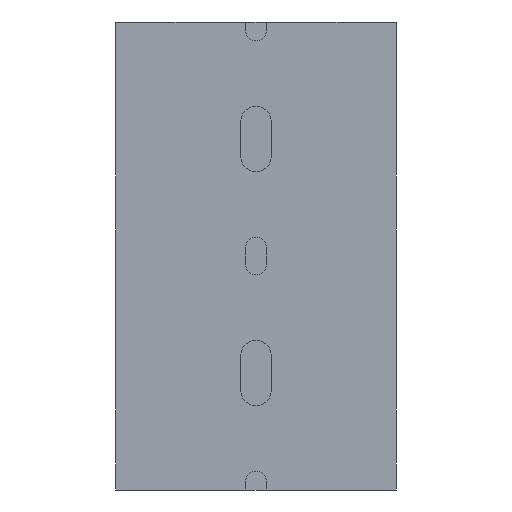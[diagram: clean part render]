
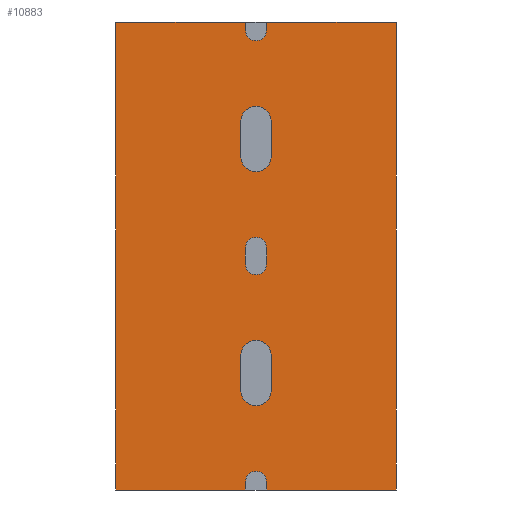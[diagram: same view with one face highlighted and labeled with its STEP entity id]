
A CAD part, front view. The second image highlights one B-rep face of the part: STEP entity #10883.
In plain terms, the highlighted planar face has unit normal (0, -1, 0).
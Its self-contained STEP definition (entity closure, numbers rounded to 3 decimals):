
#30=FACE_BOUND('',#1463,.T.);
#31=FACE_BOUND('',#1464,.T.);
#32=FACE_BOUND('',#1465,.T.);
#911=FACE_OUTER_BOUND('',#1462,.T.);
#1462=EDGE_LOOP('',(#9859,#9860,#9861,#9862,#9863,#9864,#9865,#9866,#9867,
#9868,#9869,#9870));
#1463=EDGE_LOOP('',(#9871,#9872,#9873,#9874));
#1464=EDGE_LOOP('',(#9875,#9876,#9877,#9878));
#1465=EDGE_LOOP('',(#9879,#9880,#9881,#9882));
#2051=LINE('',#17840,#3119);
#2054=LINE('',#17845,#3122);
#2431=LINE('',#18859,#3499);
#2436=LINE('',#18871,#3504);
#2440=LINE('',#18883,#3508);
#2444=LINE('',#18893,#3512);
#2446=LINE('',#18899,#3514);
#2449=LINE('',#18907,#3517);
#2457=LINE('',#18926,#3525);
#2461=LINE('',#18938,#3529);
#2465=LINE('',#18948,#3533);
#2468=LINE('',#18959,#3536);
#2472=LINE('',#18968,#3540);
#2477=LINE('',#18981,#3545);
#2502=LINE('',#19039,#3570);
#2504=LINE('',#19042,#3572);
#3119=VECTOR('',#13688,10.);
#3122=VECTOR('',#13693,10.);
#3499=VECTOR('',#14766,10.);
#3504=VECTOR('',#14777,10.);
#3508=VECTOR('',#14789,10.);
#3512=VECTOR('',#14801,10.);
#3514=VECTOR('',#14805,10.);
#3517=VECTOR('',#14816,10.);
#3525=VECTOR('',#14828,10.);
#3529=VECTOR('',#14840,10.);
#3533=VECTOR('',#14852,10.);
#3536=VECTOR('',#14863,10.);
#3540=VECTOR('',#14869,10.);
#3545=VECTOR('',#14882,10.);
#3570=VECTOR('',#14963,10.);
#3572=VECTOR('',#14967,10.);
#4036=CIRCLE('',#11885,3.25);
#4038=CIRCLE('',#11889,3.25);
#4040=CIRCLE('',#11894,2.25);
#4043=CIRCLE('',#11900,3.25);
#4045=CIRCLE('',#11904,3.25);
#4047=CIRCLE('',#11908,2.25);
#4049=CIRCLE('',#11913,2.25);
#4051=CIRCLE('',#11917,2.25);
#4903=VERTEX_POINT('',#17837);
#4904=VERTEX_POINT('',#17839);
#4905=VERTEX_POINT('',#17844);
#5061=VERTEX_POINT('',#18856);
#5062=VERTEX_POINT('',#18858);
#5065=VERTEX_POINT('',#18868);
#5066=VERTEX_POINT('',#18870);
#5068=VERTEX_POINT('',#18876);
#5070=VERTEX_POINT('',#18882);
#5072=VERTEX_POINT('',#18891);
#5073=VERTEX_POINT('',#18895);
#5075=VERTEX_POINT('',#18898);
#5084=VERTEX_POINT('',#18923);
#5085=VERTEX_POINT('',#18925);
#5087=VERTEX_POINT('',#18931);
#5089=VERTEX_POINT('',#18937);
#5091=VERTEX_POINT('',#18946);
#5093=VERTEX_POINT('',#18952);
#5094=VERTEX_POINT('',#18956);
#5098=VERTEX_POINT('',#18965);
#5099=VERTEX_POINT('',#18967);
#5101=VERTEX_POINT('',#18973);
#5103=VERTEX_POINT('',#18979);
#5108=VERTEX_POINT('',#19038);
#6162=EDGE_CURVE('',#4904,#4903,#2051,.T.);
#6165=EDGE_CURVE('',#4904,#4905,#2054,.T.);
#6621=EDGE_CURVE('',#5061,#5062,#2431,.T.);
#6626=EDGE_CURVE('',#5066,#5065,#2436,.T.);
#6629=EDGE_CURVE('',#5068,#5066,#4036,.T.);
#6632=EDGE_CURVE('',#5070,#5068,#2440,.T.);
#6635=EDGE_CURVE('',#5065,#5070,#4038,.T.);
#6638=EDGE_CURVE('',#5061,#5072,#2444,.T.);
#6640=EDGE_CURVE('',#5075,#5073,#2446,.T.);
#6644=EDGE_CURVE('',#5072,#5075,#4040,.T.);
#6645=EDGE_CURVE('',#4905,#5073,#2449,.T.);
#6654=EDGE_CURVE('',#5085,#5084,#2457,.T.);
#6657=EDGE_CURVE('',#5087,#5085,#4043,.T.);
#6660=EDGE_CURVE('',#5089,#5087,#2461,.T.);
#6663=EDGE_CURVE('',#5084,#5089,#4045,.T.);
#6666=EDGE_CURVE('',#4903,#5091,#2465,.T.);
#6669=EDGE_CURVE('',#5091,#5093,#4047,.T.);
#6671=EDGE_CURVE('',#5093,#5094,#2468,.T.);
#6675=EDGE_CURVE('',#5099,#5098,#2472,.T.);
#6679=EDGE_CURVE('',#5098,#5101,#4049,.T.);
#6682=EDGE_CURVE('',#5101,#5103,#2477,.T.);
#6684=EDGE_CURVE('',#5103,#5099,#4051,.T.);
#6710=EDGE_CURVE('',#5108,#5062,#2502,.T.);
#6712=EDGE_CURVE('',#5094,#5108,#2504,.T.);
#9859=ORIENTED_EDGE('',*,*,#6640,.T.);
#9860=ORIENTED_EDGE('',*,*,#6645,.F.);
#9861=ORIENTED_EDGE('',*,*,#6165,.F.);
#9862=ORIENTED_EDGE('',*,*,#6162,.T.);
#9863=ORIENTED_EDGE('',*,*,#6666,.T.);
#9864=ORIENTED_EDGE('',*,*,#6669,.T.);
#9865=ORIENTED_EDGE('',*,*,#6671,.T.);
#9866=ORIENTED_EDGE('',*,*,#6712,.T.);
#9867=ORIENTED_EDGE('',*,*,#6710,.T.);
#9868=ORIENTED_EDGE('',*,*,#6621,.F.);
#9869=ORIENTED_EDGE('',*,*,#6638,.T.);
#9870=ORIENTED_EDGE('',*,*,#6644,.T.);
#9871=ORIENTED_EDGE('',*,*,#6626,.T.);
#9872=ORIENTED_EDGE('',*,*,#6635,.T.);
#9873=ORIENTED_EDGE('',*,*,#6632,.T.);
#9874=ORIENTED_EDGE('',*,*,#6629,.T.);
#9875=ORIENTED_EDGE('',*,*,#6654,.T.);
#9876=ORIENTED_EDGE('',*,*,#6663,.T.);
#9877=ORIENTED_EDGE('',*,*,#6660,.T.);
#9878=ORIENTED_EDGE('',*,*,#6657,.T.);
#9879=ORIENTED_EDGE('',*,*,#6675,.T.);
#9880=ORIENTED_EDGE('',*,*,#6679,.T.);
#9881=ORIENTED_EDGE('',*,*,#6682,.T.);
#9882=ORIENTED_EDGE('',*,*,#6684,.T.);
#10347=PLANE('',#11943);
#10883=ADVANCED_FACE('',(#911,#30,#31,#32),#10347,.T.);
#11885=AXIS2_PLACEMENT_3D('',#18877,#14783,#14784);
#11889=AXIS2_PLACEMENT_3D('',#18887,#14795,#14796);
#11894=AXIS2_PLACEMENT_3D('',#18905,#14812,#14813);
#11900=AXIS2_PLACEMENT_3D('',#18932,#14834,#14835);
#11904=AXIS2_PLACEMENT_3D('',#18942,#14846,#14847);
#11908=AXIS2_PLACEMENT_3D('',#18954,#14858,#14859);
#11913=AXIS2_PLACEMENT_3D('',#18975,#14876,#14877);
#11917=AXIS2_PLACEMENT_3D('',#18984,#14887,#14888);
#11943=AXIS2_PLACEMENT_3D('',#19041,#14965,#14966);
#13688=DIRECTION('',(-1.,0.,0.));
#13693=DIRECTION('',(0.,0.,-1.));
#14766=DIRECTION('',(-1.,0.,0.));
#14777=DIRECTION('',(0.,0.,-1.));
#14783=DIRECTION('center_axis',(0.,1.,0.));
#14784=DIRECTION('ref_axis',(1.,0.,0.));
#14789=DIRECTION('',(0.,0.,1.));
#14795=DIRECTION('center_axis',(0.,1.,0.));
#14796=DIRECTION('ref_axis',(-1.,0.,0.));
#14801=DIRECTION('',(0.,0.,1.));
#14805=DIRECTION('',(0.,0.,-1.));
#14812=DIRECTION('center_axis',(0.,1.,0.));
#14813=DIRECTION('ref_axis',(1.,0.,0.));
#14816=DIRECTION('',(-1.,0.,0.));
#14828=DIRECTION('',(0.,0.,-1.));
#14834=DIRECTION('center_axis',(0.,1.,0.));
#14835=DIRECTION('ref_axis',(1.,0.,0.));
#14840=DIRECTION('',(0.,0.,1.));
#14846=DIRECTION('center_axis',(0.,1.,0.));
#14847=DIRECTION('ref_axis',(-1.,0.,0.));
#14852=DIRECTION('',(0.,0.,-1.));
#14858=DIRECTION('center_axis',(0.,1.,0.));
#14859=DIRECTION('ref_axis',(-1.,0.,0.));
#14863=DIRECTION('',(0.,0.,1.));
#14869=DIRECTION('',(0.,0.,-1.));
#14876=DIRECTION('center_axis',(0.,1.,0.));
#14877=DIRECTION('ref_axis',(-1.,0.,0.));
#14882=DIRECTION('',(0.,0.,1.));
#14887=DIRECTION('center_axis',(0.,1.,0.));
#14888=DIRECTION('ref_axis',(1.,0.,0.));
#14963=DIRECTION('',(0.,0.,-1.));
#14965=DIRECTION('center_axis',(0.,-1.,0.));
#14966=DIRECTION('ref_axis',(0.,0.,-1.));
#14967=DIRECTION('',(-1.,0.,0.));
#17837=CARTESIAN_POINT('',(2.25,0.,0.));
#17839=CARTESIAN_POINT('',(30.,0.,0.));
#17840=CARTESIAN_POINT('',(0.,0.,0.));
#17844=CARTESIAN_POINT('',(30.,0.,-100.));
#17845=CARTESIAN_POINT('',(30.,0.,0.));
#18856=CARTESIAN_POINT('',(-2.25,0.,-100.));
#18858=CARTESIAN_POINT('',(-30.,0.,-100.));
#18859=CARTESIAN_POINT('',(0.,0.,-100.));
#18868=CARTESIAN_POINT('',(3.25,0.,-78.75));
#18870=CARTESIAN_POINT('',(3.25,0.,-71.25));
#18871=CARTESIAN_POINT('',(3.25,0.,-39.375));
#18876=CARTESIAN_POINT('',(-3.25,0.,-71.25));
#18877=CARTESIAN_POINT('Origin',(0.,0.,
-71.25));
#18882=CARTESIAN_POINT('',(-3.25,0.,-78.75));
#18883=CARTESIAN_POINT('',(-3.25,0.,-35.625));
#18887=CARTESIAN_POINT('Origin',(0.,0.,
-78.75));
#18891=CARTESIAN_POINT('',(-2.25,0.,-98.25));
#18893=CARTESIAN_POINT('',(-2.25,0.,-49.125));
#18895=CARTESIAN_POINT('',(2.25,0.,-100.));
#18898=CARTESIAN_POINT('',(2.25,0.,-98.25));
#18899=CARTESIAN_POINT('',(2.25,0.,-50.875));
#18905=CARTESIAN_POINT('Origin',(0.,0.,
-98.25));
#18907=CARTESIAN_POINT('',(0.,0.,-100.));
#18923=CARTESIAN_POINT('',(3.25,0.,-28.75));
#18925=CARTESIAN_POINT('',(3.25,0.,-21.25));
#18926=CARTESIAN_POINT('',(3.25,0.,-14.375));
#18931=CARTESIAN_POINT('',(-3.25,0.,-21.25));
#18932=CARTESIAN_POINT('Origin',(0.,0.,
-21.25));
#18937=CARTESIAN_POINT('',(-3.25,0.,-28.75));
#18938=CARTESIAN_POINT('',(-3.25,0.,-10.625));
#18942=CARTESIAN_POINT('Origin',(0.,0.,
-28.75));
#18946=CARTESIAN_POINT('',(2.25,0.,-1.75));
#18948=CARTESIAN_POINT('',(2.25,0.,-0.875));
#18952=CARTESIAN_POINT('',(-2.25,0.,-1.75));
#18954=CARTESIAN_POINT('Origin',(0.,0.,
-1.75));
#18956=CARTESIAN_POINT('',(-2.25,0.,0.));
#18959=CARTESIAN_POINT('',(-2.25,0.,0.875));
#18965=CARTESIAN_POINT('',(2.25,0.,-51.75));
#18967=CARTESIAN_POINT('',(2.25,0.,-48.25));
#18968=CARTESIAN_POINT('',(2.25,0.,-25.875));
#18973=CARTESIAN_POINT('',(-2.25,0.,-51.75));
#18975=CARTESIAN_POINT('Origin',(0.,0.,
-51.75));
#18979=CARTESIAN_POINT('',(-2.25,0.,-48.25));
#18981=CARTESIAN_POINT('',(-2.25,0.,-24.125));
#18984=CARTESIAN_POINT('Origin',(0.,0.,
-48.25));
#19038=CARTESIAN_POINT('',(-30.,0.,0.));
#19039=CARTESIAN_POINT('',(-30.,0.,0.));
#19041=CARTESIAN_POINT('Origin',(-30.,0.,0.));
#19042=CARTESIAN_POINT('',(0.,0.,0.));
